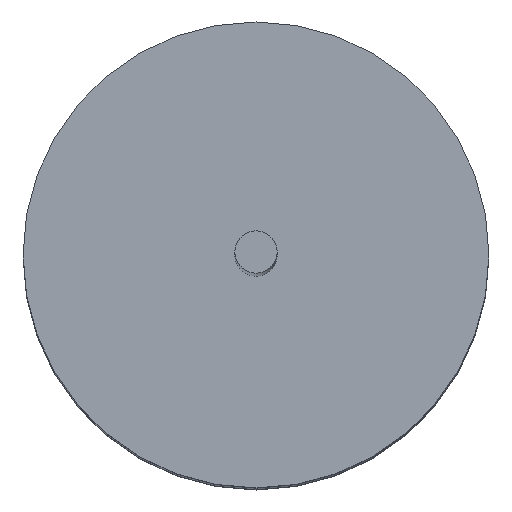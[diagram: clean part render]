
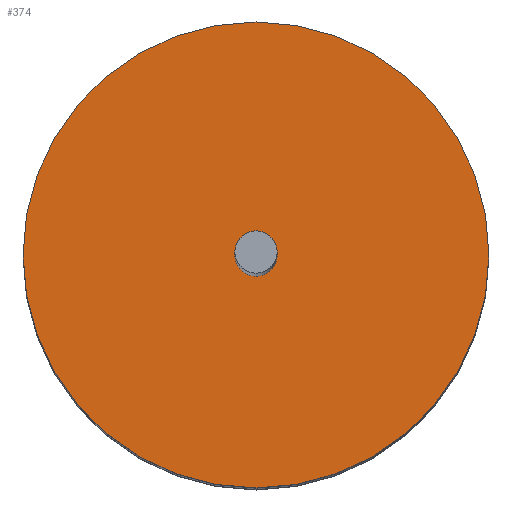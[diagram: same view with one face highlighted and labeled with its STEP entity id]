
A CAD part, top view. The second image highlights one B-rep face of the part: STEP entity #374.
In plain terms, the highlighted planar face has unit normal (0, 0, 1).
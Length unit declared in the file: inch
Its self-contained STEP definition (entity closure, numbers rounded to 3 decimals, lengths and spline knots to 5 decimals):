
#105=CARTESIAN_POINT('',(0.,0.,0.35));
#106=DIRECTION('',(0.,0.,1.));
#107=DIRECTION('',(1.,0.,0.));
#108=AXIS2_PLACEMENT_3D('',#105,#106,#107);
#110=CARTESIAN_POINT('',(0.,0.,0.35));
#111=DIRECTION('',(0.,0.,1.));
#112=DIRECTION('',(-1.,0.,0.));
#113=AXIS2_PLACEMENT_3D('',#110,#111,#112);
#115=CARTESIAN_POINT('',(0.,0.,0.35));
#116=DIRECTION('',(0.,0.,1.));
#117=DIRECTION('',(1.,0.,0.));
#118=AXIS2_PLACEMENT_3D('',#115,#116,#117);
#120=CARTESIAN_POINT('',(0.,0.,0.35));
#121=DIRECTION('',(0.,0.,1.));
#122=DIRECTION('',(-1.,0.,0.));
#123=AXIS2_PLACEMENT_3D('',#120,#121,#122);
#161=CARTESIAN_POINT('',(0.1375,0.,0.35));
#162=CARTESIAN_POINT('',(-0.1375,0.,0.35));
#163=VERTEX_POINT('',#161);
#164=VERTEX_POINT('',#162);
#197=CARTESIAN_POINT('',(0.0125,0.,0.35));
#198=CARTESIAN_POINT('',(-0.0125,0.,0.35));
#199=VERTEX_POINT('',#197);
#200=VERTEX_POINT('',#198);
#359=CARTESIAN_POINT('',(0.,0.,0.35));
#360=DIRECTION('',(0.,0.,1.));
#361=DIRECTION('',(1.,0.,0.));
#362=AXIS2_PLACEMENT_3D('',#359,#360,#361);
#363=PLANE('',#362);
#364=ORIENTED_EDGE('',*,*,#353,.F.);
#365=ORIENTED_EDGE('',*,*,#339,.F.);
#366=EDGE_LOOP('',(#364,#365));
#367=FACE_OUTER_BOUND('',#366,.F.);
#369=ORIENTED_EDGE('',*,*,#368,.T.);
#371=ORIENTED_EDGE('',*,*,#370,.T.);
#372=EDGE_LOOP('',(#369,#371));
#373=FACE_BOUND('',#372,.F.);
#109=CIRCLE('',#108,0.1375);
#114=CIRCLE('',#113,0.1375);
#119=CIRCLE('',#118,0.0125);
#124=CIRCLE('',#123,0.0125);
#339=EDGE_CURVE('',#164,#163,#114,.T.);
#353=EDGE_CURVE('',#163,#164,#109,.T.);
#368=EDGE_CURVE('',#199,#200,#119,.T.);
#370=EDGE_CURVE('',#200,#199,#124,.T.);
#374=ADVANCED_FACE('',(#367,#373),#363,.T.);
